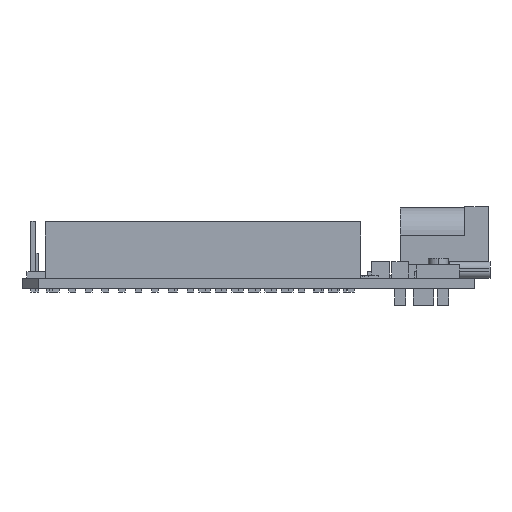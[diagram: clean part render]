
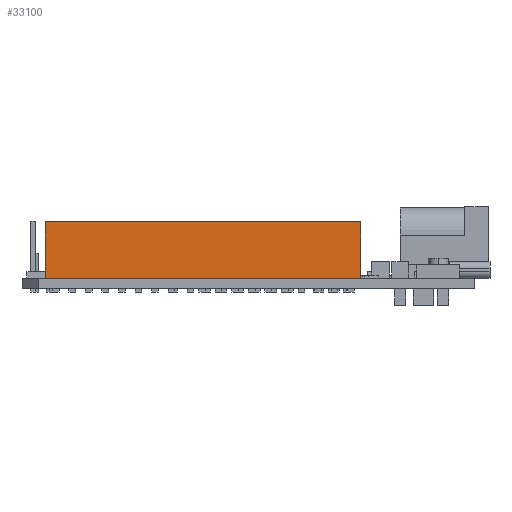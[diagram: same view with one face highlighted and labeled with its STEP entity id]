
A CAD part, left-side view. The second image highlights one B-rep face of the part: STEP entity #33100.
In plain terms, the highlighted planar face has unit normal (-1, 0, 0).
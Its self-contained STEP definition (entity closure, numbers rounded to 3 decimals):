
#998 = PLANE ( 'NONE',  #15725 ) ;
#3593 = VERTEX_POINT ( 'NONE', #18518 ) ;
#4763 = CARTESIAN_POINT ( 'NONE',  ( -25.4, 30.75, 0. ) ) ;
#6886 = CARTESIAN_POINT ( 'NONE',  ( -25.4, -17., 0. ) ) ;
#7980 = ORIENTED_EDGE ( 'NONE', *, *, #29966, .F. ) ;
#9770 = VERTEX_POINT ( 'NONE', #6886 ) ;
#9830 = EDGE_CURVE ( 'NONE', #16432, #9770, #18366, .T. ) ;
#9968 = EDGE_CURVE ( 'NONE', #45260, #9770, #33864, .T. ) ;
#10021 = DIRECTION ( 'NONE',  ( 0., 0., -1. ) ) ;
#11531 = CARTESIAN_POINT ( 'NONE',  ( -25.4, -17., 8.5 ) ) ;
#13360 = EDGE_LOOP ( 'NONE', ( #35250, #41768, #7980, #22963 ) ) ;
#15725 = AXIS2_PLACEMENT_3D ( 'NONE', #33427, #19106, #29648 ) ;
#16432 = VERTEX_POINT ( 'NONE', #35518 ) ;
#18366 = LINE ( 'NONE', #11531, #40758 ) ;
#18518 = CARTESIAN_POINT ( 'NONE',  ( -25.4, 30.75, 8.5 ) ) ;
#19106 = DIRECTION ( 'NONE',  ( 1., 0., 0. ) ) ;
#22119 = DIRECTION ( 'NONE',  ( 0., 0., -1. ) ) ;
#22197 = CARTESIAN_POINT ( 'NONE',  ( -25.4, 30.75, 8.5 ) ) ;
#22845 = FACE_OUTER_BOUND ( 'NONE', #13360, .T. ) ;
#22963 = ORIENTED_EDGE ( 'NONE', *, *, #33872, .T. ) ;
#24129 = LINE ( 'NONE', #38247, #45819 ) ;
#25480 = DIRECTION ( 'NONE',  ( 0., -1., 0. ) ) ;
#26550 = CARTESIAN_POINT ( 'NONE',  ( -25.4, 30.75, 0. ) ) ;
#29648 = DIRECTION ( 'NONE',  ( 0., 1., 0. ) ) ;
#29966 = EDGE_CURVE ( 'NONE', #3593, #16432, #42905, .T. ) ;
#33100 = ADVANCED_FACE ( 'NONE', ( #22845 ), #998, .F. ) ;
#33427 = CARTESIAN_POINT ( 'NONE',  ( -25.4, 30.75, 8.5 ) ) ;
#33864 = LINE ( 'NONE', #26550, #43107 ) ;
#33872 = EDGE_CURVE ( 'NONE', #3593, #45260, #24129, .T. ) ;
#35250 = ORIENTED_EDGE ( 'NONE', *, *, #9968, .T. ) ;
#35518 = CARTESIAN_POINT ( 'NONE',  ( -25.4, -17., 8.5 ) ) ;
#35927 = VECTOR ( 'NONE', #25480, 1000. ) ;
#37388 = DIRECTION ( 'NONE',  ( 0., -1., 0. ) ) ;
#38247 = CARTESIAN_POINT ( 'NONE',  ( -25.4, 30.75, 8.5 ) ) ;
#40758 = VECTOR ( 'NONE', #22119, 1000. ) ;
#41768 = ORIENTED_EDGE ( 'NONE', *, *, #9830, .F. ) ;
#42905 = LINE ( 'NONE', #22197, #35927 ) ;
#43107 = VECTOR ( 'NONE', #37388, 1000. ) ;
#45260 = VERTEX_POINT ( 'NONE', #4763 ) ;
#45819 = VECTOR ( 'NONE', #10021, 1000. ) ;
